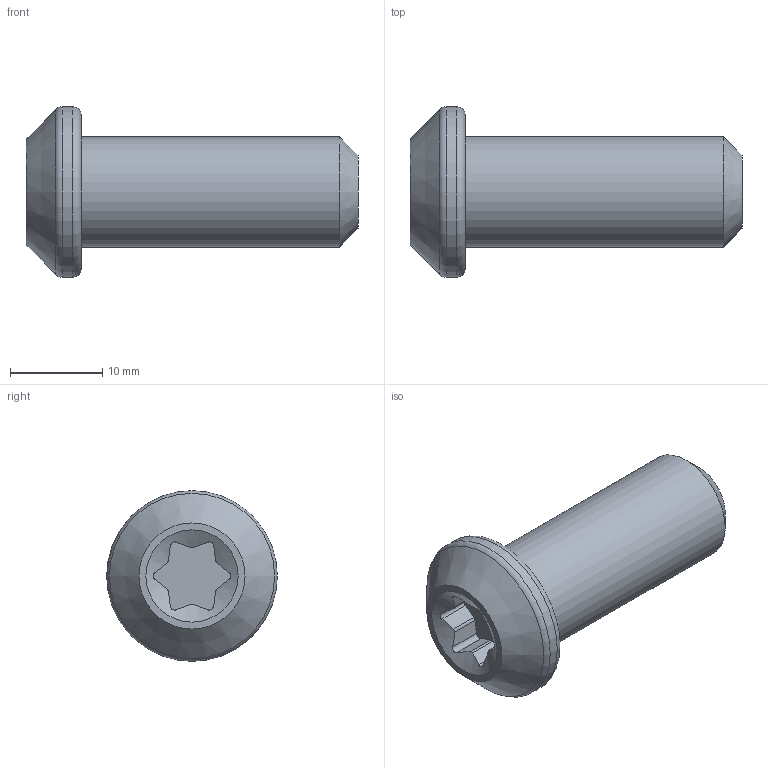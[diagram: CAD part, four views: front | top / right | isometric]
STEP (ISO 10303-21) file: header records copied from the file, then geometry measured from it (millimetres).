
FILE_DESCRIPTION(/* description */ ('VITE TORX M12X30 PER CAVA 10'),/* implementation_level */ '2;1');
FILE_NAME(/* name */ 'CVITX0000001.stp',/* time_stamp */ '2022-11-16T16:27:43+01:00',/* author */ ('tecnico7'),/* organization */ (''),/* preprocessor_version */ 'ST-DEVELOPER v18.1',/* originating_system */ 'Autodesk Inventor 2022',/* authorisation */ '');
FILE_SCHEMA (('AUTOMOTIVE_DESIGN { 1 0 10303 214 3 1 1 }'));
Length unit declared in the file: millimetre
Products named in the file (1): CVITX0000001
Bounding box: 36 x 18.5 x 18.5 mm (x, y, z)
Volume: 4430.3 mm3; surface area: 1901.5 mm2
Topology: 1 solids, 1 shells, 35 faces, 93 edges, 62 vertices
Faces by surface type: plane 16, cylinder 14, cone 3, torus 2
Full cylindrical faces by diameter (mm): 12 x1, 18.5 x1
Entity records: 1232 total; most frequent: CARTESIAN_POINT 348, ORIENTED_EDGE 186, DIRECTION 167, EDGE_CURVE 93, AXIS2_PLACEMENT_3D 63, VERTEX_POINT 62, LINE 41, VECTOR 41
